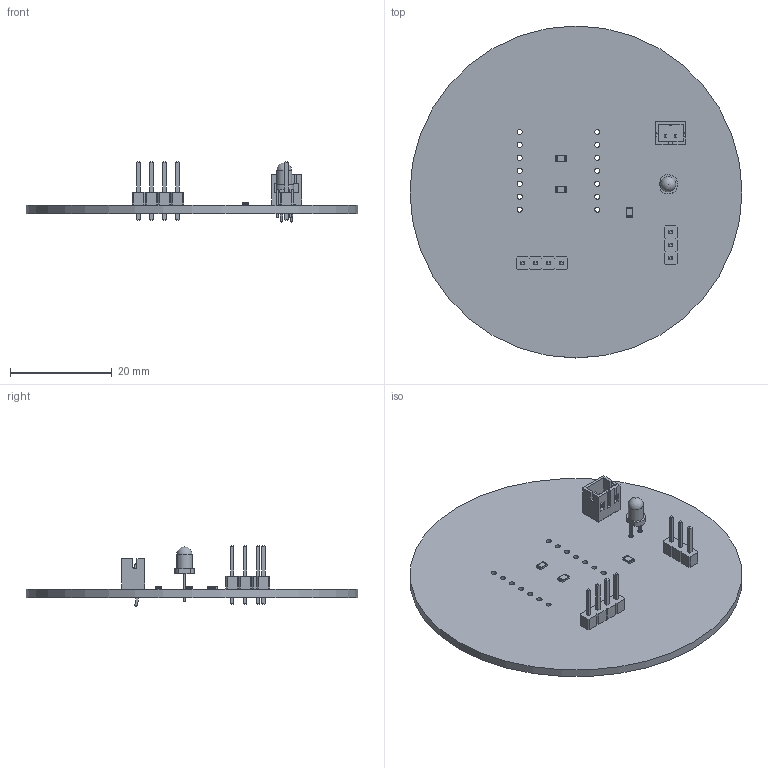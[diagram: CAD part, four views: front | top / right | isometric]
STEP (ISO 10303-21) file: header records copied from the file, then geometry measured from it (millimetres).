
FILE_DESCRIPTION(('KiCad electronic assembly'),'2;1');
FILE_NAME('514finalsensor.step','2025-03-10T16:35:00',('Pcbnew'),( 'Kicad'),'Open CASCADE STEP processor 7.7','KiCad to STEP converter' ,'Unknown');
FILE_SCHEMA(('AUTOMOTIVE_DESIGN { 1 0 10303 214 1 1 1 1 }'));
Length unit declared in the file: millimetre
Products named in the file (12): 514finalsensor 1; LED_D3.0mm; PinHeader_1x04_P2.54mm_Vertical; PinHeader_1x04_P254mm_Vertical; JST_PH_B2B-PH-K_1x02_P2.00mm_Vertical; JST_B2B_PH_K; PinHeader_1x03_P2.54mm_Vertical; PinHeader_1x03_P254mm_Vertical; R_0805_2012Metric; 514finalsensor_PCB
Assembly tree (13 placements, depth 3):
  514finalsensor 1
    LED_D3.0mm
      LED_D3.0mm
    PinHeader_1x04_P2.54mm_Vertical
      PinHeader_1x04_P254mm_Vertical
    JST_PH_B2B-PH-K_1x02_P2.00mm_Vertical
      JST_B2B_PH_K
    PinHeader_1x03_P2.54mm_Vertical
      PinHeader_1x03_P254mm_Vertical
    R_0805_2012Metric  x3
      R_0805_2012Metric
    514finalsensor_PCB
Bounding box: 65.12 x 65.12 x 11.94 mm (x, y, z)
Volume: 5563.2 mm3; surface area: 7815.3 mm2
Topology: 8 solids, 8 shells, 391 faces, 993 edges, 636 vertices
Faces by surface type: plane 336, cylinder 54, sphere 1
Full cylindrical faces by diameter (mm): 0.75 x2, 0.9 x2, 1 x7, 1.016 x14, 3 x1, 65.116 x1
Entity records: 12484 total; most frequent: CARTESIAN_POINT 1760, ORIENTED_EDGE 1716, DIRECTION 1643, EDGE_CURVE 858, LINE 779, VECTOR 779, VERTEX_POINT 549, AXIS2_PLACEMENT_3D 432
